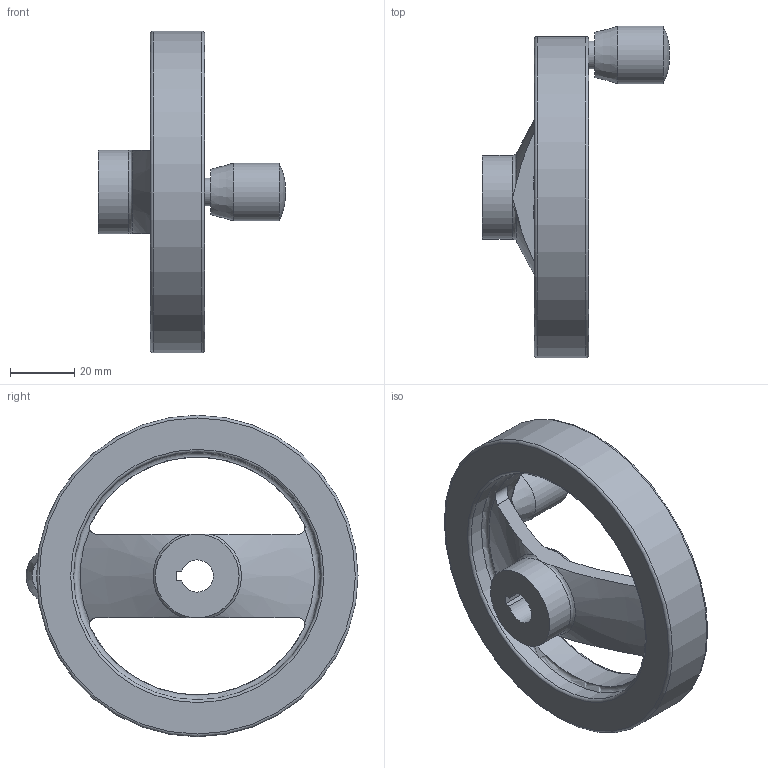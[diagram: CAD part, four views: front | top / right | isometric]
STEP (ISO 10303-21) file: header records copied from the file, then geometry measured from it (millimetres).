
FILE_DESCRIPTION( ( 'STEP AP214' ), '1' );
FILE_NAME( 'K0162.5100X10_drehbarer_Zylindergriff__Nabe_mit_Nut.stp', '2020-11-26T10:24:19', ( '' ), ( '' ), ' ', 'PARTsolutions', ' ' );
FILE_SCHEMA( ( 'AUTOMOTIVE_DESIGN { 1 0 10303 214 1 1 1 1 }' ) );
Length unit declared in the file: millimetre
Products named in the file (1): _K0162.5100X10_drehbarer Zylindergriff, Nabe mit Nut
Bounding box: 58.17 x 103.26 x 100 mm (x, y, z)
Volume: 77280.3 mm3; surface area: 23203.2 mm2
Topology: 1 solids, 1 shells, 37 faces, 95 edges, 59 vertices
Faces by surface type: cylinder 12, plane 10, torus 9, cone 5, bspline 1
Full cylindrical faces by diameter (mm): 8.64 x1, 18 x1, 26 x2, 74 x1, 77.05 x1, 100 x1
Entity records: 1611 total; most frequent: CARTESIAN_POINT 496, DIRECTION 156, ORIENTED_EDGE 156, EDGE_CURVE 78, AXIS2_PLACEMENT_3D 69, VERTEX_POINT 57, EDGE_LOOP 56, FACE_OUTER_BOUND 49
